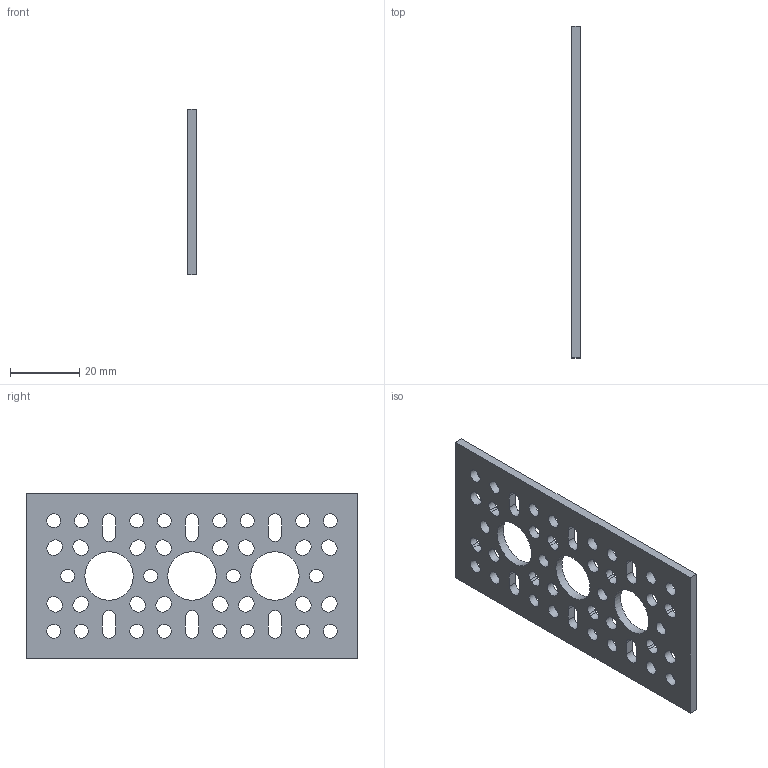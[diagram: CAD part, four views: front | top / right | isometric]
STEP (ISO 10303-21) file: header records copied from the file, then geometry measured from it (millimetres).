
FILE_DESCRIPTION( ( '' ), ' ' );
FILE_NAME( '5a2ac3ce7c122e0ef434ac69.step', '2017-12-08T16:54:39', ( '' ), ( '' ), ' ', ' ', ' ' );
FILE_SCHEMA( ( 'AUTOMOTIVE_DESIGN { 1 0 10303 214 1 1 1 1 }' ) );
Length unit declared in the file: metre
Products named in the file (1): 1104-0003-0096
Bounding box: 2.5 x 96 x 48 mm (x, y, z)
Volume: 8696.2 mm3; surface area: 9501.2 mm2
Topology: 1 solids, 1 shells, 117 faces, 345 edges, 230 vertices
Faces by surface type: cylinder 67, plane 50
Full cylindrical faces by diameter (mm): 4 x20, 14 x3
Entity records: 4970 total; most frequent: DIRECTION 692, CARTESIAN_POINT 670, ORIENTED_EDGE 644, EDGE_CURVE 322, AXIS2_PLACEMENT_3D 252, EDGE_LOOP 230, VERTEX_POINT 230, LINE 188
